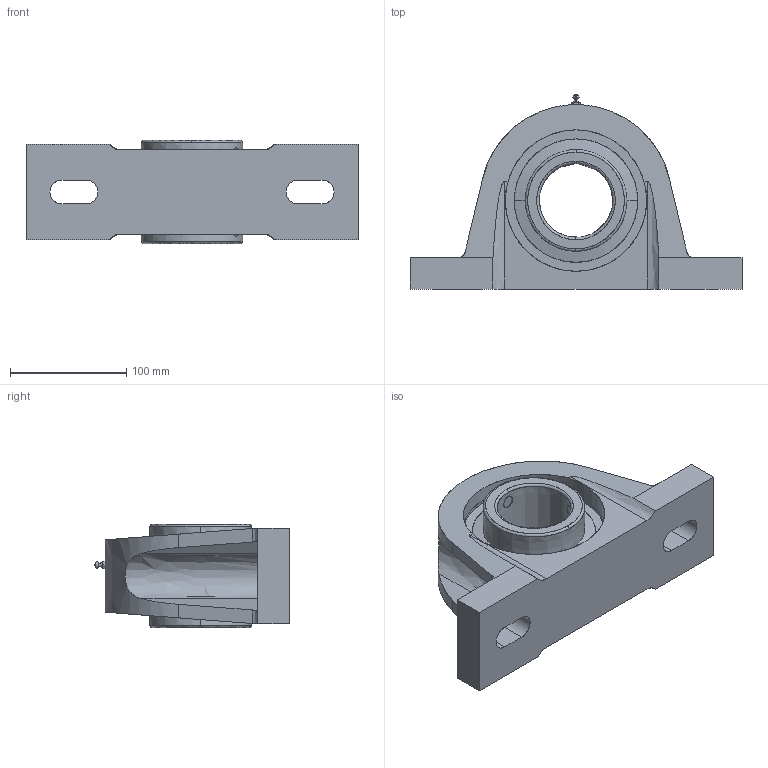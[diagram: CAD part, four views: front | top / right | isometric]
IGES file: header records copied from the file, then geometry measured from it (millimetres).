
Start section: SolidWorks IGES file using analytic representation for surfaces
Global section: file name: MPDEFAU08021711485484.igs; native system: SolidWorks 2007; preprocessor: SolidWorks 2007; author: partstream; date: 060802.171149; units: millimetre
Bounding box: 285.75 x 167.31 x 88.9 mm (x, y, z)
Surface area: 167368.4 mm2 (no closed solid volume)
Topology: 0 solids, 0 shells, 128 faces, 2726 edges, 2760 vertices
Faces by surface type: bspline 64, revolution 64
